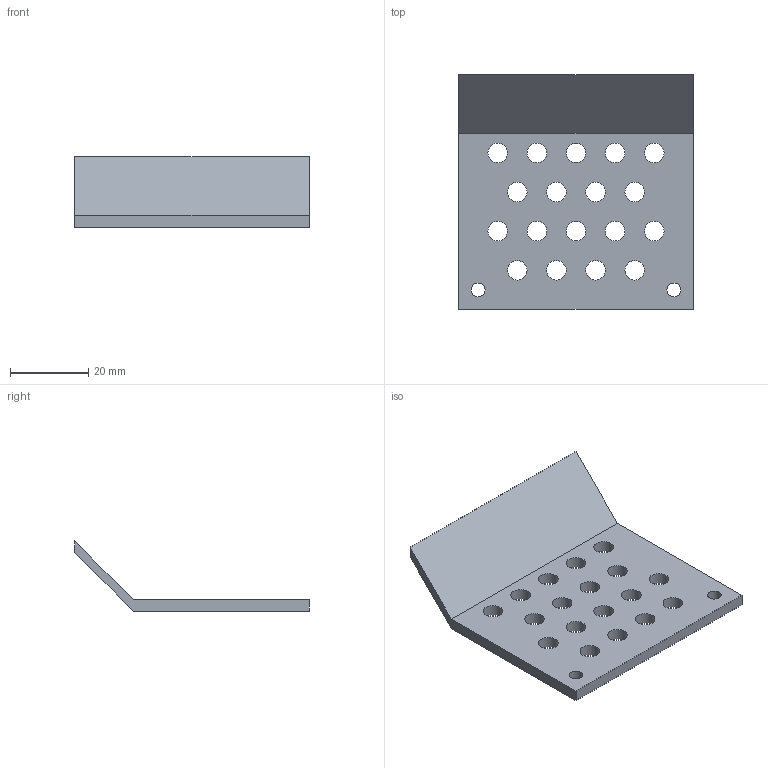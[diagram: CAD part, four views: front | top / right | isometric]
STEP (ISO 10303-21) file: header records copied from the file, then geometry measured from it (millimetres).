
FILE_DESCRIPTION(/* description */ (''),/* implementation_level */ '2;1');
FILE_NAME(/* name */ 'rejilla.ventilador.stp',/* time_stamp */ '2015-09-21T10:42:12+02:00',/* author */ ('Startic'),/* organization */ (''),/* preprocessor_version */ 'ST-DEVELOPER v16.1',/* originating_system */ 'Autodesk Inventor LT ',/* authorisation */ '');
FILE_SCHEMA (('AUTOMOTIVE_DESIGN { 1 0 10303 214 3 1 1 }'));
Length unit declared in the file: millimetre
Products named in the file (1): rejilla.ventilador
Bounding box: 60 x 60 x 18 mm (x, y, z)
Volume: 9682 mm3; surface area: 8834.4 mm2
Topology: 1 solids, 1 shells, 28 faces, 78 edges, 52 vertices
Faces by surface type: cylinder 20, plane 8
Full cylindrical faces by diameter (mm): 3.5 x2, 5 x18
Entity records: 926 total; most frequent: DIRECTION 156, CARTESIAN_POINT 139, ORIENTED_EDGE 116, EDGE_LOOP 88, AXIS2_PLACEMENT_3D 69, FACE_BOUND 60, EDGE_CURVE 58, VERTEX_POINT 52
